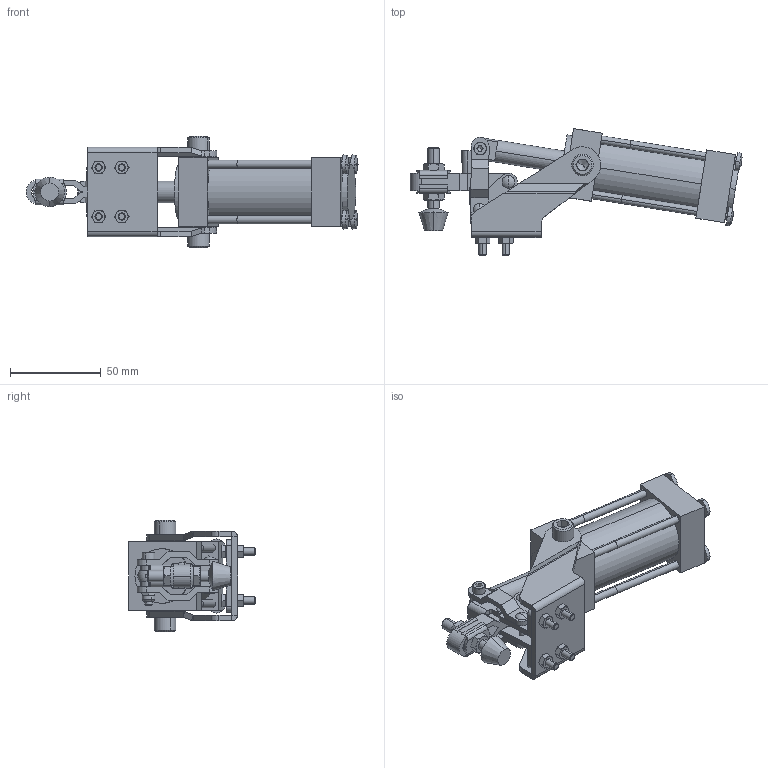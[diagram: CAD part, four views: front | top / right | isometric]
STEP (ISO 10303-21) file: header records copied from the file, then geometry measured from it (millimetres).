
FILE_DESCRIPTION (( 'STEP AP214' ), '1' );
FILE_NAME ('GH-12050-UA(Â²¤Æ)-1.STEP', '2020-07-23T06:42:35', ( 'LinWei' ), ( '' ), 'SwSTEP 2.0', 'SolidWorks 2016', '' );
FILE_SCHEMA (( 'AUTOMOTIVE_DESIGN' ));
Length unit declared in the file: millimetre
Products named in the file (8): 12050A-CYLINDER-1^GH-12050-UA(簡化)-1; Group7^GH-12050-UA(簡化)-1; Group4^GH-12050-UA(簡化)-1; Group2^GH-12050-UA(簡化)-1; Group1^GH-12050-UA(簡化)-1; GH-12050-UA(簡化)-1; Group2^GH-12050-UA(簡化); 112050UA08-1^GH-12050-UA(簡化)
Assembly tree (7 placements, depth 2):
  GH-12050-UA(簡化)-1
    Group1^GH-12050-UA(簡化)-1
    Group2^GH-12050-UA(簡化)-1
    Group4^GH-12050-UA(簡化)-1
    Group7^GH-12050-UA(簡化)-1
    12050A-CYLINDER-1^GH-12050-UA(簡化)-1
    112050UA08-1^GH-12050-UA(簡化)
    Group2^GH-12050-UA(簡化)
Bounding box: 182.88 x 69.83 x 61.27 mm (x, y, z)
Volume: 129459.4 mm3; surface area: 62389.9 mm2
Topology: 8 solids, 10 shells, 847 faces, 2016 edges, 1227 vertices
Faces by surface type: plane 398, cylinder 221, cone 186, torus 20, sphere 14, bspline 8
Entity records: 29538 total; most frequent: CARTESIAN_POINT 5750, DIRECTION 4206, ORIENTED_EDGE 4000, EDGE_CURVE 2000, AXIS2_PLACEMENT_3D 1647, VERTEX_POINT 1227, EDGE_LOOP 941, LINE 912
